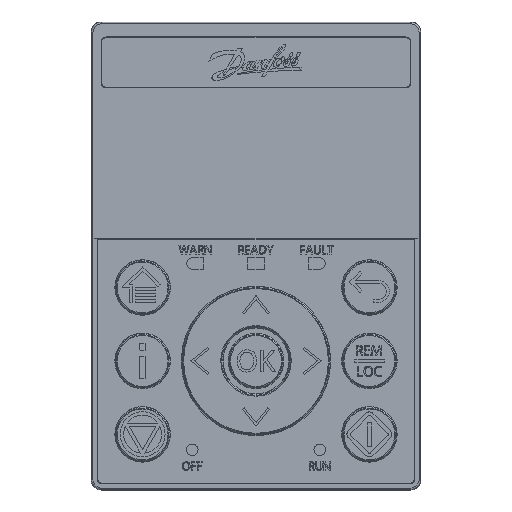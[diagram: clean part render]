
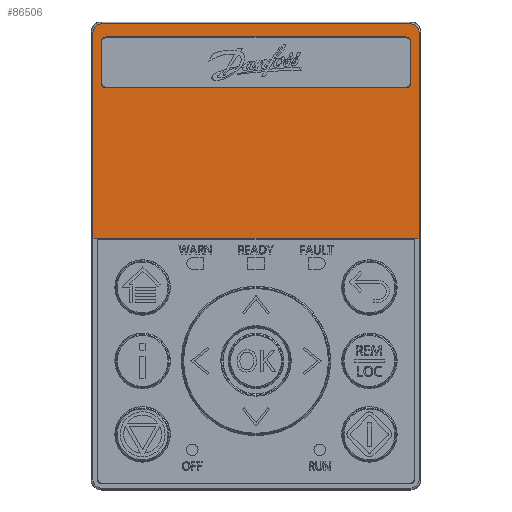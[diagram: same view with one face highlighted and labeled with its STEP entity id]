
A CAD part, top view. The second image highlights one B-rep face of the part: STEP entity #86506.
In plain terms, the highlighted planar face has unit normal (0, 0, 1).
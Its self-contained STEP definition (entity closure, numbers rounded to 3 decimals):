
#80759=DIRECTION('',(-1.,0.,0.));
#80760=VECTOR('',#80759,60.);
#80761=CARTESIAN_POINT('',(30.,30.948,0.));
#80762=LINE('',#80761,#80760);
#80766=DIRECTION('',(0.,-1.,0.));
#80767=VECTOR('',#80766,8.2);
#80768=CARTESIAN_POINT('',(-31.008,29.94,0.));
#80769=LINE('',#80768,#80767);
#80773=DIRECTION('',(1.,0.,0.));
#80774=VECTOR('',#80773,60.);
#80775=CARTESIAN_POINT('',(-30.,20.732,0.));
#80776=LINE('',#80775,#80774);
#80780=DIRECTION('',(0.,1.,0.));
#80781=VECTOR('',#80780,8.2);
#80782=CARTESIAN_POINT('',(31.008,21.74,0.));
#80783=LINE('',#80782,#80781);
#80787=DIRECTION('',(-1.,0.,0.));
#80788=VECTOR('',#80787,0.713);
#80789=CARTESIAN_POINT('',(-31.923,-9.4,0.));
#80790=LINE('',#80789,#80788);
#80794=DIRECTION('',(0.,-1.,0.));
#80795=VECTOR('',#80794,41.279);
#80796=CARTESIAN_POINT('',(-32.637,31.879,0.));
#80797=LINE('',#80796,#80795);
#80801=CARTESIAN_POINT('',(-30.939,33.577,0.));
#80802=CARTESIAN_POINT('',(-31.076,33.577,0.));
#80803=CARTESIAN_POINT('',(-31.34,33.544,0.));
#80804=CARTESIAN_POINT('',(-31.7,33.413,0.));
#80805=CARTESIAN_POINT('',(-32.029,33.201,0.));
#80806=CARTESIAN_POINT('',(-32.3,32.917,0.));
#80807=CARTESIAN_POINT('',(-32.483,32.611,0.));
#80808=CARTESIAN_POINT('',(-32.601,32.286,0.));
#80809=CARTESIAN_POINT('',(-32.637,32.021,0.));
#80810=CARTESIAN_POINT('',(-32.637,31.879,0.));
#80815=DIRECTION('',(-1.,0.,0.));
#80816=VECTOR('',#80815,61.878);
#80817=CARTESIAN_POINT('',(30.939,33.577,0.));
#80818=LINE('',#80817,#80816);
#80822=CARTESIAN_POINT('',(32.637,31.879,0.));
#80823=CARTESIAN_POINT('',(32.637,32.016,0.));
#80824=CARTESIAN_POINT('',(32.604,32.28,0.));
#80825=CARTESIAN_POINT('',(32.473,32.64,0.));
#80826=CARTESIAN_POINT('',(32.261,32.969,0.));
#80827=CARTESIAN_POINT('',(31.977,33.24,0.));
#80828=CARTESIAN_POINT('',(31.671,33.423,0.));
#80829=CARTESIAN_POINT('',(31.346,33.541,0.));
#80830=CARTESIAN_POINT('',(31.081,33.577,0.));
#80831=CARTESIAN_POINT('',(30.939,33.577,0.));
#80836=DIRECTION('',(0.,1.,0.));
#80837=VECTOR('',#80836,41.279);
#80838=CARTESIAN_POINT('',(32.637,-9.4,0.));
#80839=LINE('',#80838,#80837);
#80843=DIRECTION('',(-1.,0.,0.));
#80844=VECTOR('',#80843,0.713);
#80845=CARTESIAN_POINT('',(32.637,-9.4,0.));
#80846=LINE('',#80845,#80844);
#80864=CARTESIAN_POINT('',(30.,29.94,0.));
#80865=DIRECTION('',(0.,0.,-1.));
#80866=DIRECTION('',(0.,1.,0.));
#80867=AXIS2_PLACEMENT_3D('',#80864,#80865,#80866);
#80946=CARTESIAN_POINT('',(30.,21.74,0.));
#80947=DIRECTION('',(0.,0.,-1.));
#80948=DIRECTION('',(1.,0.,0.));
#80949=AXIS2_PLACEMENT_3D('',#80946,#80947,#80948);
#80968=CARTESIAN_POINT('',(-30.,21.74,0.));
#80969=DIRECTION('',(0.,0.,-1.));
#80970=DIRECTION('',(0.,-1.,0.));
#80971=AXIS2_PLACEMENT_3D('',#80968,#80969,#80970);
#80990=CARTESIAN_POINT('',(-30.,29.94,0.));
#80991=DIRECTION('',(0.,0.,-1.));
#80992=DIRECTION('',(-1.,0.,0.));
#80993=AXIS2_PLACEMENT_3D('',#80990,#80991,#80992);
#81005=CARTESIAN_POINT('',(-32.637,-9.4,0.));
#81018=CARTESIAN_POINT('',(32.637,-9.4,0.));
#82119=DIRECTION('',(-1.,0.,0.));
#82120=VECTOR('',#82119,63.847);
#82121=CARTESIAN_POINT('',(31.923,-9.4,0.));
#82122=LINE('',#82121,#82120);
#85930=CARTESIAN_POINT('',(30.,30.948,0.));
#85931=VERTEX_POINT('',#85930);
#85932=CARTESIAN_POINT('',(31.008,29.94,0.));
#85933=VERTEX_POINT('',#85932);
#85938=CARTESIAN_POINT('',(-31.008,29.94,0.));
#85939=VERTEX_POINT('',#85938);
#85940=CARTESIAN_POINT('',(-30.,30.948,0.));
#85941=VERTEX_POINT('',#85940);
#85946=CARTESIAN_POINT('',(-30.,20.732,0.));
#85947=VERTEX_POINT('',#85946);
#85948=CARTESIAN_POINT('',(-31.008,21.74,0.));
#85949=VERTEX_POINT('',#85948);
#85954=CARTESIAN_POINT('',(31.008,21.74,0.));
#85955=VERTEX_POINT('',#85954);
#85956=CARTESIAN_POINT('',(30.,20.732,0.));
#85957=VERTEX_POINT('',#85956);
#86133=CARTESIAN_POINT('',(31.923,-9.4,0.));
#86134=CARTESIAN_POINT('',(-31.923,-9.4,0.));
#86135=VERTEX_POINT('',#86133);
#86136=VERTEX_POINT('',#86134);
#86147=VERTEX_POINT('',#80801);
#86148=VERTEX_POINT('',#80810);
#86151=CARTESIAN_POINT('',(30.939,33.577,0.));
#86152=VERTEX_POINT('',#86151);
#86155=VERTEX_POINT('',#80822);
#86161=VERTEX_POINT('',#81005);
#86164=VERTEX_POINT('',#81018);
#86465=CARTESIAN_POINT('',(0.,0.,0.));
#86466=DIRECTION('',(0.,0.,1.));
#86467=DIRECTION('',(1.,0.,0.));
#86468=AXIS2_PLACEMENT_3D('',#86465,#86466,#86467);
#86469=PLANE('',#86468);
#86471=ORIENTED_EDGE('',*,*,#86470,.T.);
#86473=ORIENTED_EDGE('',*,*,#86472,.F.);
#86475=ORIENTED_EDGE('',*,*,#86474,.F.);
#86477=ORIENTED_EDGE('',*,*,#86476,.F.);
#86479=ORIENTED_EDGE('',*,*,#86478,.F.);
#86481=ORIENTED_EDGE('',*,*,#86480,.F.);
#86483=ORIENTED_EDGE('',*,*,#86482,.T.);
#86485=ORIENTED_EDGE('',*,*,#86484,.T.);
#86486=EDGE_LOOP('',(#86471,#86473,#86475,#86477,#86479,#86481,#86483,#86485));
#86487=FACE_OUTER_BOUND('',#86486,.F.);
#86489=ORIENTED_EDGE('',*,*,#86488,.T.);
#86491=ORIENTED_EDGE('',*,*,#86490,.F.);
#86493=ORIENTED_EDGE('',*,*,#86492,.T.);
#86495=ORIENTED_EDGE('',*,*,#86494,.F.);
#86497=ORIENTED_EDGE('',*,*,#86496,.T.);
#86499=ORIENTED_EDGE('',*,*,#86498,.F.);
#86501=ORIENTED_EDGE('',*,*,#86500,.T.);
#86503=ORIENTED_EDGE('',*,*,#86502,.F.);
#86504=EDGE_LOOP('',(#86489,#86491,#86493,#86495,#86497,#86499,#86501,#86503));
#86505=FACE_BOUND('',#86504,.F.);
#86506=ADVANCED_FACE('',(#86487,#86505),#86469,.T.);
#80811=B_SPLINE_CURVE_WITH_KNOTS('',3,(#80801,#80802,#80803,#80804,#80805,
#80806,#80807,#80808,#80809,#80810),.UNSPECIFIED.,.F.,.F.,(4,1,1,1,1,1,1,4),(
0.,0.143,0.286,0.429,0.571,
0.714,0.857,1.),.UNSPECIFIED.);
#80832=B_SPLINE_CURVE_WITH_KNOTS('',3,(#80822,#80823,#80824,#80825,#80826,
#80827,#80828,#80829,#80830,#80831),.UNSPECIFIED.,.F.,.F.,(4,1,1,1,1,1,1,4),(
0.,0.143,0.286,0.429,0.571,
0.714,0.857,1.),.UNSPECIFIED.);
#80868=CIRCLE('',#80867,1.008);
#80950=CIRCLE('',#80949,1.008);
#80972=CIRCLE('',#80971,1.008);
#80994=CIRCLE('',#80993,1.008);
#86470=EDGE_CURVE('',#86136,#86161,#80790,.T.);
#86472=EDGE_CURVE('',#86148,#86161,#80797,.T.);
#86474=EDGE_CURVE('',#86147,#86148,#80811,.T.);
#86476=EDGE_CURVE('',#86152,#86147,#80818,.T.);
#86478=EDGE_CURVE('',#86155,#86152,#80832,.T.);
#86480=EDGE_CURVE('',#86164,#86155,#80839,.T.);
#86482=EDGE_CURVE('',#86164,#86135,#80846,.T.);
#86484=EDGE_CURVE('',#86135,#86136,#82122,.T.);
#86488=EDGE_CURVE('',#85931,#85941,#80762,.T.);
#86490=EDGE_CURVE('',#85939,#85941,#80994,.T.);
#86492=EDGE_CURVE('',#85939,#85949,#80769,.T.);
#86494=EDGE_CURVE('',#85947,#85949,#80972,.T.);
#86496=EDGE_CURVE('',#85947,#85957,#80776,.T.);
#86498=EDGE_CURVE('',#85955,#85957,#80950,.T.);
#86500=EDGE_CURVE('',#85955,#85933,#80783,.T.);
#86502=EDGE_CURVE('',#85931,#85933,#80868,.T.);
